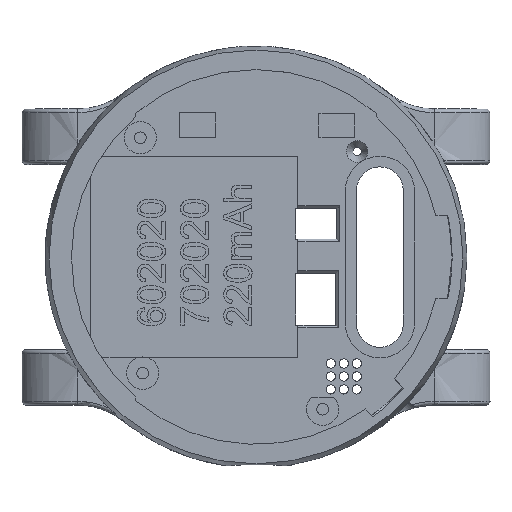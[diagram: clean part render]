
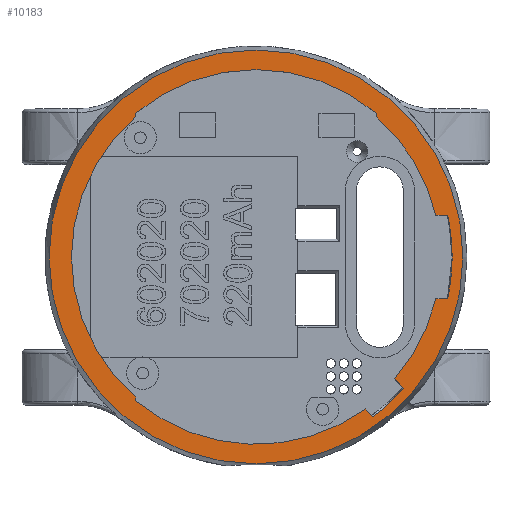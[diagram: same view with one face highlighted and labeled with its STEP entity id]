
A CAD part, top view. The second image highlights one B-rep face of the part: STEP entity #10183.
In plain terms, the highlighted planar face has unit normal (0, 0, 1).
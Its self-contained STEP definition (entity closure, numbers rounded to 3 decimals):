
#44=FACE_BOUND('',#1448,.T.);
#173=CIRCLE('',#10769,21.2);
#182=CIRCLE('',#10778,21.2);
#208=CIRCLE('',#10820,22.366);
#212=CIRCLE('',#10830,21.4);
#214=CIRCLE('',#10837,19.95);
#216=CIRCLE('',#10840,20.25);
#217=CIRCLE('',#10841,19.95);
#218=CIRCLE('',#10842,20.25);
#219=CIRCLE('',#10843,19.95);
#270=PLANE('',#10839);
#842=FACE_OUTER_BOUND('',#1447,.T.);
#1447=EDGE_LOOP('',(#7362));
#1448=EDGE_LOOP('',(#7363,#7364,#7365,#7366,#7367,#7368,#7369,#7370,#7371,
#7372,#7373,#7374,#7375,#7376,#7377));
#2834=LINE('',#16429,#3548);
#2840=LINE('',#16442,#3554);
#2842=LINE('',#16456,#3556);
#2843=LINE('',#16460,#3557);
#2844=LINE('',#16464,#3558);
#2845=LINE('',#16467,#3559);
#2846=LINE('',#16468,#3560);
#3548=VECTOR('',#11442,10.);
#3554=VECTOR('',#11456,10.);
#3556=VECTOR('',#11474,10.);
#3557=VECTOR('',#11477,10.);
#3558=VECTOR('',#11480,10.);
#3559=VECTOR('',#11483,10.);
#3560=VECTOR('',#11484,10.);
#4314=VERTEX_POINT('',#15863);
#4315=VERTEX_POINT('',#15865);
#4328=VERTEX_POINT('',#15998);
#4377=VERTEX_POINT('',#16406);
#4382=VERTEX_POINT('',#16426);
#4383=VERTEX_POINT('',#16428);
#4385=VERTEX_POINT('',#16434);
#4386=VERTEX_POINT('',#16440);
#4387=VERTEX_POINT('',#16447);
#4389=VERTEX_POINT('',#16453);
#4390=VERTEX_POINT('',#16455);
#4391=VERTEX_POINT('',#16457);
#4392=VERTEX_POINT('',#16459);
#4393=VERTEX_POINT('',#16461);
#4394=VERTEX_POINT('',#16463);
#4395=VERTEX_POINT('',#16465);
#5427=EDGE_CURVE('',#4315,#4314,#173,.T.);
#5446=EDGE_CURVE('',#4314,#4328,#182,.T.);
#5524=EDGE_CURVE('',#4377,#4377,#208,.T.);
#5534=EDGE_CURVE('',#4383,#4382,#2834,.T.);
#5538=EDGE_CURVE('',#4382,#4385,#212,.T.);
#5541=EDGE_CURVE('',#4385,#4386,#2840,.T.);
#5543=EDGE_CURVE('',#4387,#4383,#214,.T.);
#5546=EDGE_CURVE('',#4386,#4389,#216,.T.);
#5547=EDGE_CURVE('',#4389,#4390,#2842,.T.);
#5548=EDGE_CURVE('',#4390,#4391,#217,.T.);
#5549=EDGE_CURVE('',#4391,#4392,#2843,.T.);
#5550=EDGE_CURVE('',#4392,#4393,#218,.T.);
#5551=EDGE_CURVE('',#4393,#4394,#2844,.T.);
#5552=EDGE_CURVE('',#4394,#4395,#219,.T.);
#5553=EDGE_CURVE('',#4395,#4315,#2845,.T.);
#5554=EDGE_CURVE('',#4328,#4387,#2846,.T.);
#7362=ORIENTED_EDGE('',*,*,#5524,.T.);
#7363=ORIENTED_EDGE('',*,*,#5534,.T.);
#7364=ORIENTED_EDGE('',*,*,#5538,.T.);
#7365=ORIENTED_EDGE('',*,*,#5541,.T.);
#7366=ORIENTED_EDGE('',*,*,#5546,.T.);
#7367=ORIENTED_EDGE('',*,*,#5547,.T.);
#7368=ORIENTED_EDGE('',*,*,#5548,.T.);
#7369=ORIENTED_EDGE('',*,*,#5549,.T.);
#7370=ORIENTED_EDGE('',*,*,#5550,.T.);
#7371=ORIENTED_EDGE('',*,*,#5551,.T.);
#7372=ORIENTED_EDGE('',*,*,#5552,.T.);
#7373=ORIENTED_EDGE('',*,*,#5553,.T.);
#7374=ORIENTED_EDGE('',*,*,#5427,.T.);
#7375=ORIENTED_EDGE('',*,*,#5446,.T.);
#7376=ORIENTED_EDGE('',*,*,#5554,.T.);
#7377=ORIENTED_EDGE('',*,*,#5543,.T.);
#10183=ADVANCED_FACE('',(#842,#44),#270,.T.);
#10769=AXIS2_PLACEMENT_3D('',#15866,#11290,#11291);
#10778=AXIS2_PLACEMENT_3D('',#16000,#11312,#11313);
#10820=AXIS2_PLACEMENT_3D('',#16408,#11418,#11419);
#10830=AXIS2_PLACEMENT_3D('',#16436,#11448,#11449);
#10837=AXIS2_PLACEMENT_3D('',#16448,#11465,#11466);
#10839=AXIS2_PLACEMENT_3D('',#16452,#11470,#11471);
#10840=AXIS2_PLACEMENT_3D('',#16454,#11472,#11473);
#10841=AXIS2_PLACEMENT_3D('',#16458,#11475,#11476);
#10842=AXIS2_PLACEMENT_3D('',#16462,#11478,#11479);
#10843=AXIS2_PLACEMENT_3D('',#16466,#11481,#11482);
#11290=DIRECTION('center_axis',(0.,0.,-1.));
#11291=DIRECTION('ref_axis',(-1.,0.,0.));
#11312=DIRECTION('center_axis',(0.,0.,-1.));
#11313=DIRECTION('ref_axis',(-1.,0.,0.));
#11418=DIRECTION('center_axis',(0.,0.,1.));
#11419=DIRECTION('ref_axis',(-1.,0.,0.));
#11442=DIRECTION('',(0.669,-0.743,0.));
#11448=DIRECTION('center_axis',(0.,0.,-1.));
#11449=DIRECTION('ref_axis',(-1.,0.,0.));
#11456=DIRECTION('',(-0.669,0.743,0.));
#11465=DIRECTION('center_axis',(0.,0.,-1.));
#11466=DIRECTION('ref_axis',(-1.,0.,0.));
#11470=DIRECTION('center_axis',(0.,0.,1.));
#11471=DIRECTION('ref_axis',(1.,0.,0.));
#11472=DIRECTION('center_axis',(0.,0.,-1.));
#11473=DIRECTION('ref_axis',(-1.,0.,0.));
#11474=DIRECTION('',(0.,1.,0.));
#11475=DIRECTION('center_axis',(0.,0.,-1.));
#11476=DIRECTION('ref_axis',(-1.,0.,0.));
#11477=DIRECTION('',(0.,1.,0.));
#11478=DIRECTION('center_axis',(0.,0.,-1.));
#11479=DIRECTION('ref_axis',(-1.,0.,0.));
#11480=DIRECTION('',(0.,-1.,0.));
#11481=DIRECTION('center_axis',(0.,0.,-1.));
#11482=DIRECTION('ref_axis',(-1.,0.,0.));
#11483=DIRECTION('',(1.,0.,0.));
#11484=DIRECTION('',(-1.,0.,0.));
#15863=CARTESIAN_POINT('',(21.2,0.,0.));
#15865=CARTESIAN_POINT('',(20.717,4.5,0.));
#15866=CARTESIAN_POINT('Origin',(0.,0.,0.));
#15998=CARTESIAN_POINT('',(20.717,-4.5,0.));
#16000=CARTESIAN_POINT('Origin',(0.,0.,0.));
#16406=CARTESIAN_POINT('',(22.366,0.,0.));
#16408=CARTESIAN_POINT('Origin',(0.,0.,0.));
#16426=CARTESIAN_POINT('',(15.948,-14.27,0.));
#16428=CARTESIAN_POINT('',(14.971,-13.186,0.));
#16429=CARTESIAN_POINT('',(8.341,-5.822,0.));
#16434=CARTESIAN_POINT('',(12.611,-17.289,0.));
#16436=CARTESIAN_POINT('Origin',(0.,0.,0.));
#16440=CARTESIAN_POINT('',(11.837,-16.43,0.));
#16442=CARTESIAN_POINT('',(5.489,-9.38,0.));
#16447=CARTESIAN_POINT('',(19.436,-4.5,0.));
#16448=CARTESIAN_POINT('Origin',(0.,0.,0.));
#16452=CARTESIAN_POINT('Origin',(0.,0.,0.));
#16453=CARTESIAN_POINT('',(-13.,-15.526,0.));
#16454=CARTESIAN_POINT('Origin',(0.,0.,0.));
#16455=CARTESIAN_POINT('',(-13.,-15.133,0.));
#16456=CARTESIAN_POINT('',(-13.,-27.559,0.));
#16457=CARTESIAN_POINT('',(-13.,15.133,0.));
#16458=CARTESIAN_POINT('Origin',(0.,0.,0.));
#16459=CARTESIAN_POINT('',(-13.,15.526,0.));
#16460=CARTESIAN_POINT('',(-13.,-27.559,0.));
#16461=CARTESIAN_POINT('',(13.,15.526,0.));
#16462=CARTESIAN_POINT('Origin',(0.,0.,0.));
#16463=CARTESIAN_POINT('',(13.,15.133,0.));
#16464=CARTESIAN_POINT('',(13.,27.,0.));
#16465=CARTESIAN_POINT('',(19.436,4.5,0.));
#16466=CARTESIAN_POINT('Origin',(0.,0.,0.));
#16467=CARTESIAN_POINT('',(19.436,4.5,0.));
#16468=CARTESIAN_POINT('',(19.436,-4.5,0.));
